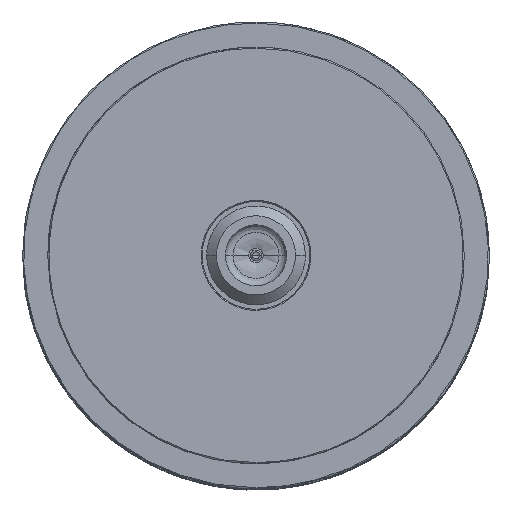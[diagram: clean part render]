
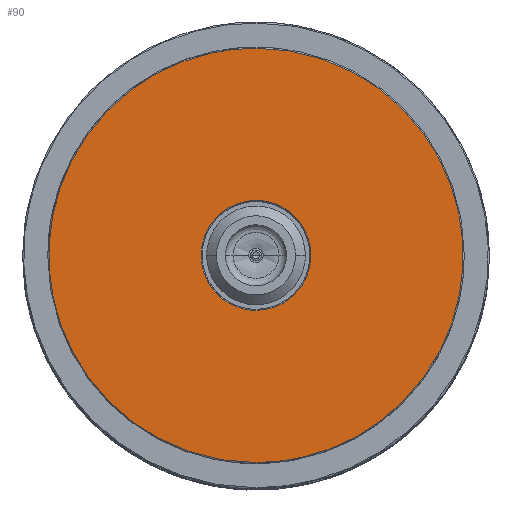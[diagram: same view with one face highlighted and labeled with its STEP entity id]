
A CAD part, top view. The second image highlights one B-rep face of the part: STEP entity #90.
In plain terms, the highlighted planar face has unit normal (0, 0, 1).
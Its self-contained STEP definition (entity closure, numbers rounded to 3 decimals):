
#34=FACE_BOUND('',#263,.T.);
#90=ADVANCED_FACE('',(#172,#34),#1183,.T.);
#172=FACE_OUTER_BOUND('',#262,.T.);
#262=EDGE_LOOP('',(#497,#498));
#263=EDGE_LOOP('',(#499,#500));
#497=ORIENTED_EDGE('',*,*,#820,.F.);
#498=ORIENTED_EDGE('',*,*,#799,.F.);
#499=ORIENTED_EDGE('',*,*,#818,.F.);
#500=ORIENTED_EDGE('',*,*,#798,.F.);
#798=EDGE_CURVE('',#1113,#1150,#941,.T.);
#799=EDGE_CURVE('',#1112,#1151,#942,.T.);
#818=EDGE_CURVE('',#1150,#1113,#957,.T.);
#820=EDGE_CURVE('',#1151,#1112,#958,.T.);
#941=(
BOUNDED_CURVE()
B_SPLINE_CURVE(2,(#2862,#2863,#2864,#2865,#2866),.UNSPECIFIED.,.F.,.F.)
B_SPLINE_CURVE_WITH_KNOTS((3,2,3),(-48.066,-24.033,
0.),.UNSPECIFIED.)
CURVE()
GEOMETRIC_REPRESENTATION_ITEM()
RATIONAL_B_SPLINE_CURVE((1.,0.707,1.,0.707,1.))
REPRESENTATION_ITEM('')
);
#942=(
BOUNDED_CURVE()
B_SPLINE_CURVE(2,(#2867,#2868,#2869,#2870,#2871),.UNSPECIFIED.,.F.,.F.)
B_SPLINE_CURVE_WITH_KNOTS((3,2,3),(-362.54,-271.905,
-181.27),.UNSPECIFIED.)
CURVE()
GEOMETRIC_REPRESENTATION_ITEM()
RATIONAL_B_SPLINE_CURVE((1.,0.707,1.,0.707,1.))
REPRESENTATION_ITEM('')
);
#957=(
BOUNDED_CURVE()
B_SPLINE_CURVE(2,(#2944,#2945,#2946,#2947,#2948),.UNSPECIFIED.,.F.,.F.)
B_SPLINE_CURVE_WITH_KNOTS((3,2,3),(0.,24.033,48.066),
 .UNSPECIFIED.)
CURVE()
GEOMETRIC_REPRESENTATION_ITEM()
RATIONAL_B_SPLINE_CURVE((1.,0.707,1.,0.707,1.))
REPRESENTATION_ITEM('')
);
#958=(
BOUNDED_CURVE()
B_SPLINE_CURVE(2,(#2951,#2952,#2953,#2954,#2955),.UNSPECIFIED.,.F.,.F.)
B_SPLINE_CURVE_WITH_KNOTS((3,2,3),(-181.27,-90.635,
0.),.UNSPECIFIED.)
CURVE()
GEOMETRIC_REPRESENTATION_ITEM()
RATIONAL_B_SPLINE_CURVE((1.,0.707,1.,0.707,1.))
REPRESENTATION_ITEM('')
);
#1112=VERTEX_POINT('',#2703);
#1113=VERTEX_POINT('',#2704);
#1150=VERTEX_POINT('',#2741);
#1151=VERTEX_POINT('',#2742);
#1183=PLANE('',#1353);
#1353=AXIS2_PLACEMENT_3D('',#2490,#1373,$);
#1373=DIRECTION('',(0.,0.,1.));
#2490=CARTESIAN_POINT('',(-69.738,-69.85,102.5));
#2703=CARTESIAN_POINT('',(0.111,57.7,102.5));
#2704=CARTESIAN_POINT('',(0.111,-15.3,102.5));
#2741=CARTESIAN_POINT('',(0.111,15.3,102.5));
#2742=CARTESIAN_POINT('',(0.111,-57.7,102.5));
#2862=CARTESIAN_POINT('',(0.111,-15.3,102.5));
#2863=CARTESIAN_POINT('',(15.411,-15.3,102.5));
#2864=CARTESIAN_POINT('',(15.411,0.,102.5));
#2865=CARTESIAN_POINT('',(15.411,15.3,102.5));
#2866=CARTESIAN_POINT('',(0.111,15.3,102.5));
#2867=CARTESIAN_POINT('',(0.111,57.7,102.5));
#2868=CARTESIAN_POINT('',(57.811,57.7,102.5));
#2869=CARTESIAN_POINT('',(57.811,0.,102.5));
#2870=CARTESIAN_POINT('',(57.811,-57.7,102.5));
#2871=CARTESIAN_POINT('',(0.111,-57.7,102.5));
#2944=CARTESIAN_POINT('',(0.111,15.3,102.5));
#2945=CARTESIAN_POINT('',(-15.189,15.3,102.5));
#2946=CARTESIAN_POINT('',(-15.189,0.,102.5));
#2947=CARTESIAN_POINT('',(-15.189,-15.3,102.5));
#2948=CARTESIAN_POINT('',(0.111,-15.3,102.5));
#2951=CARTESIAN_POINT('',(0.111,-57.7,102.5));
#2952=CARTESIAN_POINT('',(-57.589,-57.7,102.5));
#2953=CARTESIAN_POINT('',(-57.589,0.,102.5));
#2954=CARTESIAN_POINT('',(-57.589,57.7,102.5));
#2955=CARTESIAN_POINT('',(0.111,57.7,102.5));
